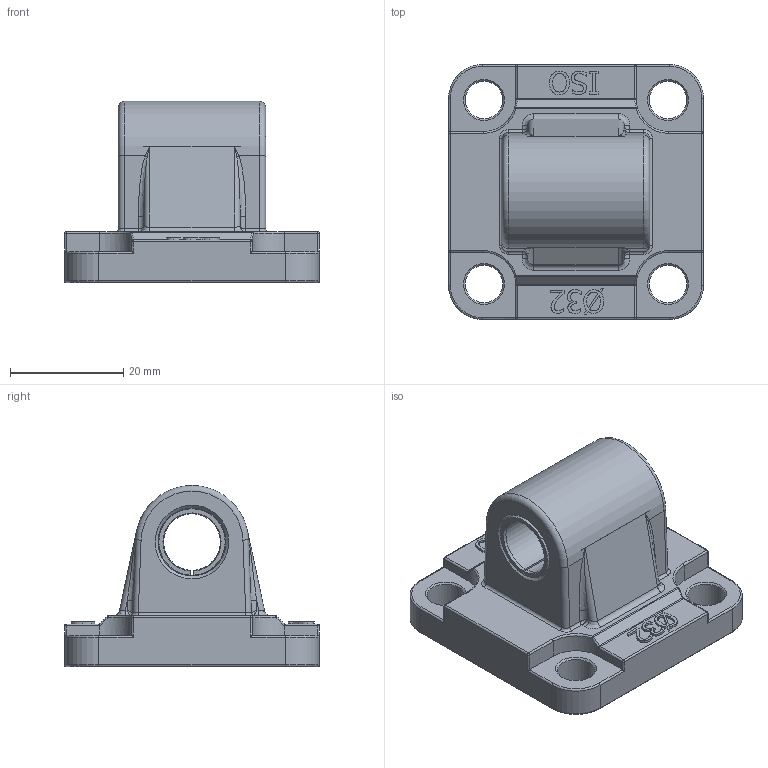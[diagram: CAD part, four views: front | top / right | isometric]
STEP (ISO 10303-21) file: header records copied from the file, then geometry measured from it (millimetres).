
FILE_DESCRIPTION((''),'2;1');
FILE_NAME('CMI032.stp','2013-11-15T10:06:13',('carlo.corazza'),(''),'Autodesk Inventor 2012','Autodesk Inventor 2012','');
FILE_SCHEMA(('AUTOMOTIVE_DESIGN { 1 0 10303 214 1 1 1 1 }'));
Length unit declared in the file: millimetre
Products named in the file (1): CMI032
Bounding box: 45 x 45 x 32 mm (x, y, z)
Volume: 20630.3 mm3; surface area: 8627.1 mm2
Topology: 1 solids, 1 shells, 322 faces, 810 edges, 491 vertices
Faces by surface type: bspline 108, plane 90, cylinder 79, cone 19, torus 14, sphere 12
Full cylindrical faces by diameter (mm): 6.6 x4, 12 x1, 30 x1
Entity records: 10946 total; most frequent: CARTESIAN_POINT 3519, ORIENTED_EDGE 1554, DIRECTION 1273, EDGE_CURVE 777, VERTEX_POINT 485, AXIS2_PLACEMENT_3D 449, VECTOR 375, LINE 375
